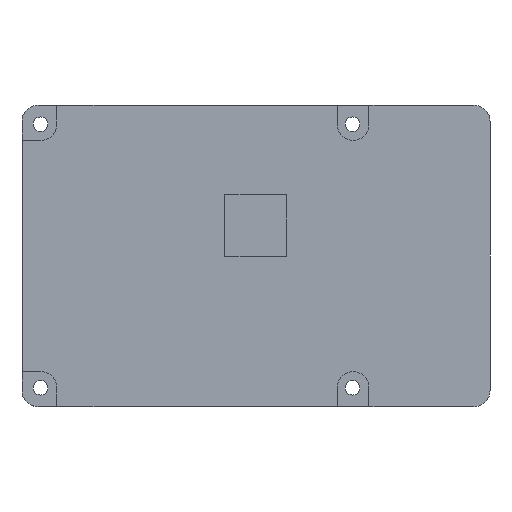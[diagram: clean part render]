
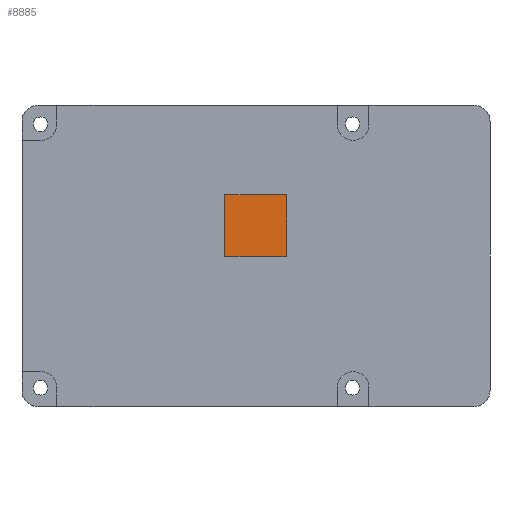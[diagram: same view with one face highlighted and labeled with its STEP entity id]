
A CAD part, top view. The second image highlights one B-rep face of the part: STEP entity #8885.
In plain terms, the highlighted planar face has unit normal (0, 0, 1).
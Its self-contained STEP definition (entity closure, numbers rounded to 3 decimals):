
#686 = PLANE('',#687);
#687 = AXIS2_PLACEMENT_3D('',#688,#689,#690);
#688 = CARTESIAN_POINT('',(-5.8,-0.1,4.5));
#689 = DIRECTION('',(-1.,0.,0.));
#690 = DIRECTION('',(0.,1.,0.));
#714 = PLANE('',#715);
#715 = AXIS2_PLACEMENT_3D('',#716,#717,#718);
#716 = CARTESIAN_POINT('',(-5.8,11.4,4.5));
#717 = DIRECTION('',(0.,1.,0.));
#718 = DIRECTION('',(1.,0.,0.));
#742 = PLANE('',#743);
#743 = AXIS2_PLACEMENT_3D('',#744,#745,#746);
#744 = CARTESIAN_POINT('',(5.7,11.4,4.5));
#745 = DIRECTION('',(1.,0.,0.));
#746 = DIRECTION('',(0.,-1.,0.));
#768 = PLANE('',#769);
#769 = AXIS2_PLACEMENT_3D('',#770,#771,#772);
#770 = CARTESIAN_POINT('',(5.7,-0.1,4.5));
#771 = DIRECTION('',(0.,-1.,0.));
#772 = DIRECTION('',(-1.,0.,0.));
#4603 = VERTEX_POINT('',#4604);
#4604 = CARTESIAN_POINT('',(-5.8,-0.1,5.8));
#4625 = EDGE_CURVE('',#4603,#4626,#4628,.T.);
#4626 = VERTEX_POINT('',#4627);
#4627 = CARTESIAN_POINT('',(-5.8,11.4,5.8));
#4628 = SURFACE_CURVE('',#4629,(#4633,#4640),.PCURVE_S1.);
#4629 = LINE('',#4630,#4631);
#4630 = CARTESIAN_POINT('',(-5.8,-0.1,5.8));
#4631 = VECTOR('',#4632,1.);
#4632 = DIRECTION('',(0.,1.,0.));
#4633 = PCURVE('',#686,#4634);
#4634 = DEFINITIONAL_REPRESENTATION('',(#4635),#4639);
#4635 = LINE('',#4636,#4637);
#4636 = CARTESIAN_POINT('',(0.,-1.3));
#4637 = VECTOR('',#4638,1.);
#4638 = DIRECTION('',(1.,0.));
#4639 = ( GEOMETRIC_REPRESENTATION_CONTEXT(2) 
PARAMETRIC_REPRESENTATION_CONTEXT() REPRESENTATION_CONTEXT('2D SPACE',''
  ) );
#4640 = PCURVE('',#4641,#4646);
#4641 = PLANE('',#4642);
#4642 = AXIS2_PLACEMENT_3D('',#4643,#4644,#4645);
#4643 = CARTESIAN_POINT('',(-0.05,5.65,5.8));
#4644 = DIRECTION('',(-0.,-0.,-1.));
#4645 = DIRECTION('',(-1.,0.,0.));
#4646 = DEFINITIONAL_REPRESENTATION('',(#4647),#4651);
#4647 = LINE('',#4648,#4649);
#4648 = CARTESIAN_POINT('',(5.75,-5.75));
#4649 = VECTOR('',#4650,1.);
#4650 = DIRECTION('',(0.,1.));
#4651 = ( GEOMETRIC_REPRESENTATION_CONTEXT(2) 
PARAMETRIC_REPRESENTATION_CONTEXT() REPRESENTATION_CONTEXT('2D SPACE',''
  ) );
#4679 = VERTEX_POINT('',#4680);
#4680 = CARTESIAN_POINT('',(5.7,-0.1,5.8));
#4701 = EDGE_CURVE('',#4679,#4603,#4702,.T.);
#4702 = SURFACE_CURVE('',#4703,(#4707,#4714),.PCURVE_S1.);
#4703 = LINE('',#4704,#4705);
#4704 = CARTESIAN_POINT('',(5.7,-0.1,5.8));
#4705 = VECTOR('',#4706,1.);
#4706 = DIRECTION('',(-1.,0.,0.));
#4707 = PCURVE('',#768,#4708);
#4708 = DEFINITIONAL_REPRESENTATION('',(#4709),#4713);
#4709 = LINE('',#4710,#4711);
#4710 = CARTESIAN_POINT('',(0.,-1.3));
#4711 = VECTOR('',#4712,1.);
#4712 = DIRECTION('',(1.,0.));
#4713 = ( GEOMETRIC_REPRESENTATION_CONTEXT(2) 
PARAMETRIC_REPRESENTATION_CONTEXT() REPRESENTATION_CONTEXT('2D SPACE',''
  ) );
#4714 = PCURVE('',#4641,#4715);
#4715 = DEFINITIONAL_REPRESENTATION('',(#4716),#4720);
#4716 = LINE('',#4717,#4718);
#4717 = CARTESIAN_POINT('',(-5.75,-5.75));
#4718 = VECTOR('',#4719,1.);
#4719 = DIRECTION('',(1.,0.));
#4720 = ( GEOMETRIC_REPRESENTATION_CONTEXT(2) 
PARAMETRIC_REPRESENTATION_CONTEXT() REPRESENTATION_CONTEXT('2D SPACE',''
  ) );
#4728 = VERTEX_POINT('',#4729);
#4729 = CARTESIAN_POINT('',(5.7,11.4,5.8));
#4750 = EDGE_CURVE('',#4728,#4679,#4751,.T.);
#4751 = SURFACE_CURVE('',#4752,(#4756,#4763),.PCURVE_S1.);
#4752 = LINE('',#4753,#4754);
#4753 = CARTESIAN_POINT('',(5.7,11.4,5.8));
#4754 = VECTOR('',#4755,1.);
#4755 = DIRECTION('',(0.,-1.,0.));
#4756 = PCURVE('',#742,#4757);
#4757 = DEFINITIONAL_REPRESENTATION('',(#4758),#4762);
#4758 = LINE('',#4759,#4760);
#4759 = CARTESIAN_POINT('',(0.,-1.3));
#4760 = VECTOR('',#4761,1.);
#4761 = DIRECTION('',(1.,0.));
#4762 = ( GEOMETRIC_REPRESENTATION_CONTEXT(2) 
PARAMETRIC_REPRESENTATION_CONTEXT() REPRESENTATION_CONTEXT('2D SPACE',''
  ) );
#4763 = PCURVE('',#4641,#4764);
#4764 = DEFINITIONAL_REPRESENTATION('',(#4765),#4769);
#4765 = LINE('',#4766,#4767);
#4766 = CARTESIAN_POINT('',(-5.75,5.75));
#4767 = VECTOR('',#4768,1.);
#4768 = DIRECTION('',(0.,-1.));
#4769 = ( GEOMETRIC_REPRESENTATION_CONTEXT(2) 
PARAMETRIC_REPRESENTATION_CONTEXT() REPRESENTATION_CONTEXT('2D SPACE',''
  ) );
#4777 = EDGE_CURVE('',#4626,#4728,#4778,.T.);
#4778 = SURFACE_CURVE('',#4779,(#4783,#4790),.PCURVE_S1.);
#4779 = LINE('',#4780,#4781);
#4780 = CARTESIAN_POINT('',(-5.8,11.4,5.8));
#4781 = VECTOR('',#4782,1.);
#4782 = DIRECTION('',(1.,0.,0.));
#4783 = PCURVE('',#714,#4784);
#4784 = DEFINITIONAL_REPRESENTATION('',(#4785),#4789);
#4785 = LINE('',#4786,#4787);
#4786 = CARTESIAN_POINT('',(0.,-1.3));
#4787 = VECTOR('',#4788,1.);
#4788 = DIRECTION('',(1.,0.));
#4789 = ( GEOMETRIC_REPRESENTATION_CONTEXT(2) 
PARAMETRIC_REPRESENTATION_CONTEXT() REPRESENTATION_CONTEXT('2D SPACE',''
  ) );
#4790 = PCURVE('',#4641,#4791);
#4791 = DEFINITIONAL_REPRESENTATION('',(#4792),#4796);
#4792 = LINE('',#4793,#4794);
#4793 = CARTESIAN_POINT('',(5.75,5.75));
#4794 = VECTOR('',#4795,1.);
#4795 = DIRECTION('',(-1.,0.));
#4796 = ( GEOMETRIC_REPRESENTATION_CONTEXT(2) 
PARAMETRIC_REPRESENTATION_CONTEXT() REPRESENTATION_CONTEXT('2D SPACE',''
  ) );
#8885 = ADVANCED_FACE('',(#8886),#4641,.F.);
#8886 = FACE_BOUND('',#8887,.F.);
#8887 = EDGE_LOOP('',(#8888,#8889,#8890,#8891));
#8888 = ORIENTED_EDGE('',*,*,#4777,.T.);
#8889 = ORIENTED_EDGE('',*,*,#4750,.T.);
#8890 = ORIENTED_EDGE('',*,*,#4701,.T.);
#8891 = ORIENTED_EDGE('',*,*,#4625,.T.);
